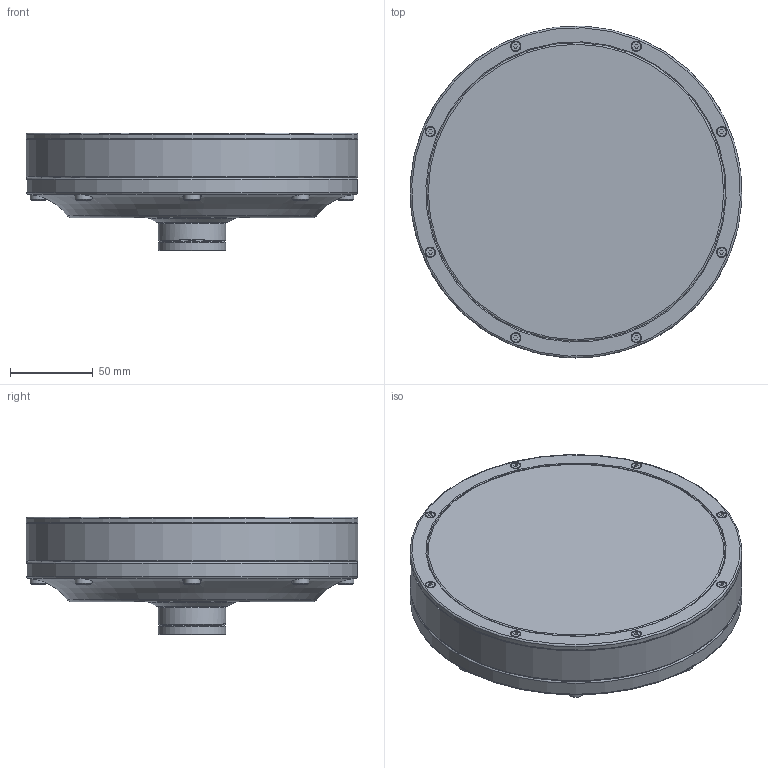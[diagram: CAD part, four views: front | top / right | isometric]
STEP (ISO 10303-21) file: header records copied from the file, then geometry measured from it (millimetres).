
FILE_DESCRIPTION (( 'STEP AP214' ), '1' );
FILE_NAME ('11462 Split Head PSBP Transducer Assembly.STEP', '2016-06-14T15:51:57', ( 'Admin' ), ( 'Microsoft' ), 'SwSTEP 2.0', 'SolidWorks 2015', '' );
FILE_SCHEMA (( 'AUTOMOTIVE_DESIGN' ));
Length unit declared in the file: millimetre
Products named in the file (2): 11462 Split Head PSBP Transducer Assembly
Bounding box: 200 x 200 x 71.03 mm (x, y, z)
Surface area: 105984.7 mm2 (no closed solid volume)
Topology: 0 solids, 36 shells, 254 faces, 774 edges, 520 vertices
Faces by surface type: plane 128, cylinder 55, cone 45, torus 19, sphere 7
Full cylindrical faces by diameter (mm): 1.5 x6, 3.43 x8, 5 x4, 10 x8, 11 x8, 11.69 x1, 21.94 x1, 40.7 x2, 180 x1, 200 x3
Entity records: 11136 total; most frequent: CARTESIAN_POINT 2211, DIRECTION 1296, ORIENTED_EDGE 919, EDGE_CURVE 608, VERTEX_POINT 471, AXIS2_PLACEMENT_3D 468, EDGE_LOOP 418, VECTOR 360
